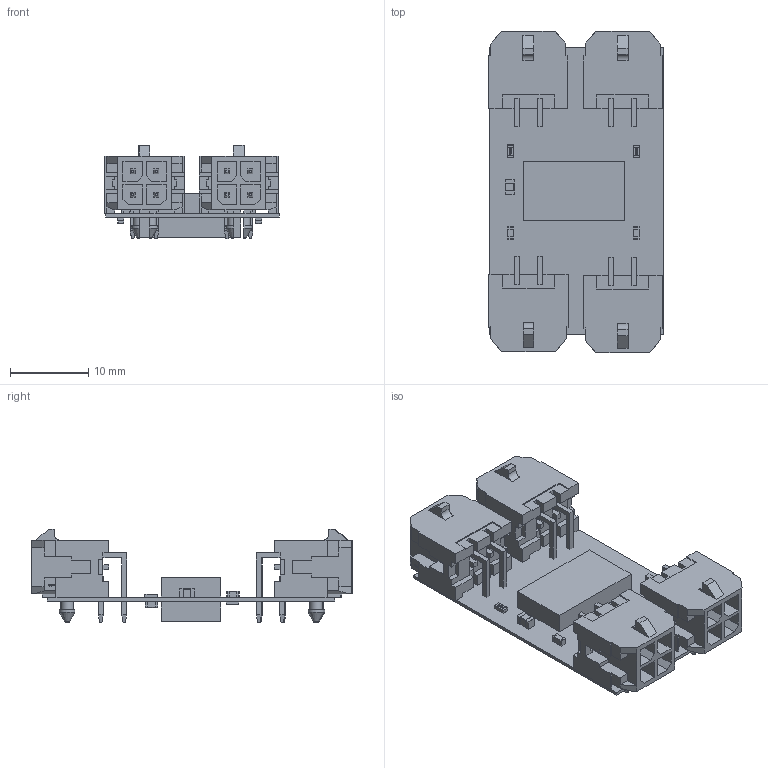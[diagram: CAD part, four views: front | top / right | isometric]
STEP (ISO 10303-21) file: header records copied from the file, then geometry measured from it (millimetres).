
FILE_DESCRIPTION(('Open CASCADE Model'),'2;1');
FILE_NAME('Open CASCADE Shape Model','2015-11-04T08:55:48',('Author'),( 'Open CASCADE'),'Open CASCADE STEP processor 6.5','Open CASCADE 6.5' ,'Unknown');
FILE_SCHEMA(('AUTOMOTIVE_DESIGN { 1 0 10303 214 1 1 1 1 }'));
Length unit declared in the file: millimetre
Products named in the file (25): PCB; Board; C1; CAP_0805_BROWN; C2; CAP_0603_BROWN; C3; C4; C5; J1; 430450400; SOLID; COMPOUND; J2; J3; J4; R1; RESISTOR_0603; R2; R3; R4; U1; 683312256; Extruded; U2
Assembly tree (34 placements, depth 4):
  PCB
    Board
    C1
      CAP_0805_BROWN
    C2
      CAP_0603_BROWN
    C3
      CAP_0603_BROWN
    C4
      CAP_0603_BROWN
    C5
      CAP_0603_BROWN
    J1
      430450400
        SOLID
        COMPOUND
    J2
      430450400
        SOLID
        COMPOUND
    J3
      430450400
        SOLID
        COMPOUND
    J4
      430450400
        SOLID
        COMPOUND
    R1
      RESISTOR_0603
    R2
      RESISTOR_0603
    R3
      RESISTOR_0603
    R4
      RESISTOR_0603
    U1
      683312256
        Extruded
    U2
      683312256
        Extruded
Bounding box: 22.37 x 41.2 x 11.95 mm (x, y, z)
Volume: 2620.8 mm3; surface area: 6271.4 mm2
Topology: 28 solids, 28 shells, 1699 faces, 4347 edges, 2790 vertices
Faces by surface type: plane 1327, bspline 204, cylinder 120, sphere 40, cone 8
Entity records: 34856 total; most frequent: CARTESIAN_POINT 10880, DIRECTION 3920, LINE 2792, VECTOR 2792, ORIENTED_EDGE 2302, PCURVE 2302, DEFINITIONAL_REPRESENTATION 2302, EDGE_CURVE 1151
